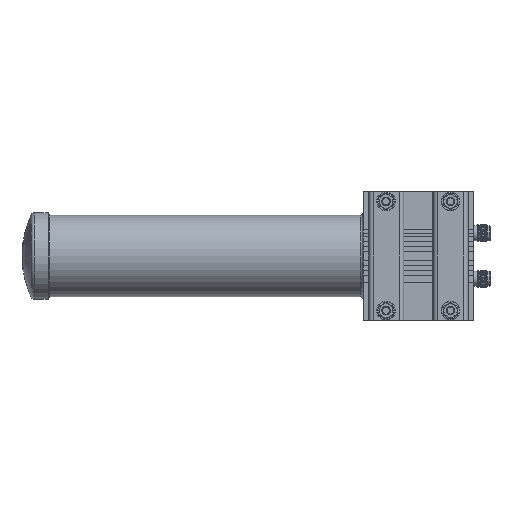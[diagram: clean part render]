
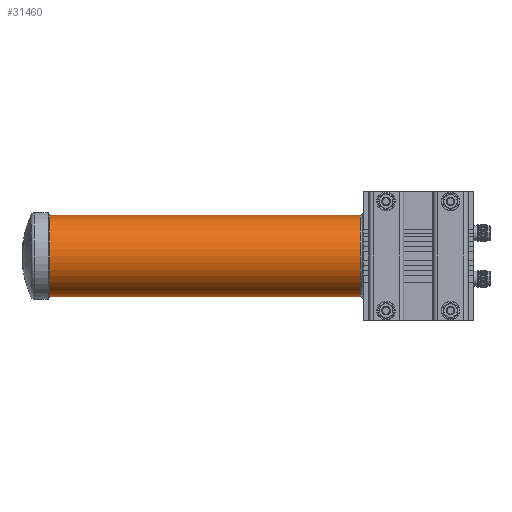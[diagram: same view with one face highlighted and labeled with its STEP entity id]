
A CAD part, front view. The second image highlights one B-rep face of the part: STEP entity #31460.
In plain terms, the highlighted cylindrical face has radius 37.465 mm (diameter 74.93 mm), a partial arc.
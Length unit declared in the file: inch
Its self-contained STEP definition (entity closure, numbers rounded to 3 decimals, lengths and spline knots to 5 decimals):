
#1414 = DIRECTION ( 'NONE',  ( 0., 0., -1. ) ) ;
#4420 = CARTESIAN_POINT ( 'NONE',  ( -31., 0., -1.475 ) ) ;
#5847 = CARTESIAN_POINT ( 'NONE',  ( -4.05894, 0., 1.475 ) ) ;
#6826 = DIRECTION ( 'NONE',  ( 1., 0., 0. ) ) ;
#7384 = CIRCLE ( 'NONE', #14376, 1.475 ) ;
#7933 = VECTOR ( 'NONE', #14486, 39.37008 ) ;
#8330 = DIRECTION ( 'NONE',  ( 1., 0., 0. ) ) ;
#9464 = VERTEX_POINT ( 'NONE', #5847 ) ;
#12885 = AXIS2_PLACEMENT_3D ( 'NONE', #43355, #20006, #47244 ) ;
#14376 = AXIS2_PLACEMENT_3D ( 'NONE', #48095, #24763, #1414 ) ;
#14486 = DIRECTION ( 'NONE',  ( 1., 0., 0. ) ) ;
#14724 = CARTESIAN_POINT ( 'NONE',  ( -31., 0., 0. ) ) ;
#17532 = CARTESIAN_POINT ( 'NONE',  ( -4.05894, 0., -1.475 ) ) ;
#17646 = CIRCLE ( 'NONE', #12885, 1.475 ) ;
#19071 = VECTOR ( 'NONE', #8330, 39.37008 ) ;
#19122 = CARTESIAN_POINT ( 'NONE',  ( -15.25588, 0., -1.475 ) ) ;
#19266 = VERTEX_POINT ( 'NONE', #19122 ) ;
#20006 = DIRECTION ( 'NONE',  ( 1., 0., 0. ) ) ;
#22724 = EDGE_LOOP ( 'NONE', ( #36107, #41760, #32362, #32397 ) ) ;
#22782 = EDGE_CURVE ( 'NONE', #19266, #39420, #50129, .T. ) ;
#23369 = EDGE_CURVE ( 'NONE', #33982, #9464, #27395, .T. ) ;
#24763 = DIRECTION ( 'NONE',  ( 1., 0., 0. ) ) ;
#27395 = LINE ( 'NONE', #41690, #7933 ) ;
#31460 = ADVANCED_FACE ( 'NONE', ( #34871 ), #39143, .T. ) ;
#32362 = ORIENTED_EDGE ( 'NONE', *, *, #22782, .T. ) ;
#32397 = ORIENTED_EDGE ( 'NONE', *, *, #33815, .F. ) ;
#32915 = CARTESIAN_POINT ( 'NONE',  ( -15.25588, 0., 1.475 ) ) ;
#33815 = EDGE_CURVE ( 'NONE', #9464, #39420, #7384, .T. ) ;
#33982 = VERTEX_POINT ( 'NONE', #32915 ) ;
#34871 = FACE_OUTER_BOUND ( 'NONE', #22724, .T. ) ;
#36107 = ORIENTED_EDGE ( 'NONE', *, *, #23369, .F. ) ;
#38174 = DIRECTION ( 'NONE',  ( 0., 0., -1. ) ) ;
#39143 = CYLINDRICAL_SURFACE ( 'NONE', #42236, 1.475 ) ;
#39420 = VERTEX_POINT ( 'NONE', #17532 ) ;
#41690 = CARTESIAN_POINT ( 'NONE',  ( -31., 0., 1.475 ) ) ;
#41760 = ORIENTED_EDGE ( 'NONE', *, *, #47366, .T. ) ;
#42236 = AXIS2_PLACEMENT_3D ( 'NONE', #14724, #6826, #38174 ) ;
#43355 = CARTESIAN_POINT ( 'NONE',  ( -15.25588, 0., 0. ) ) ;
#47244 = DIRECTION ( 'NONE',  ( 0., 0., -1. ) ) ;
#47366 = EDGE_CURVE ( 'NONE', #33982, #19266, #17646, .T. ) ;
#48095 = CARTESIAN_POINT ( 'NONE',  ( -4.05894, 0., 0. ) ) ;
#50129 = LINE ( 'NONE', #4420, #19071 ) ;
